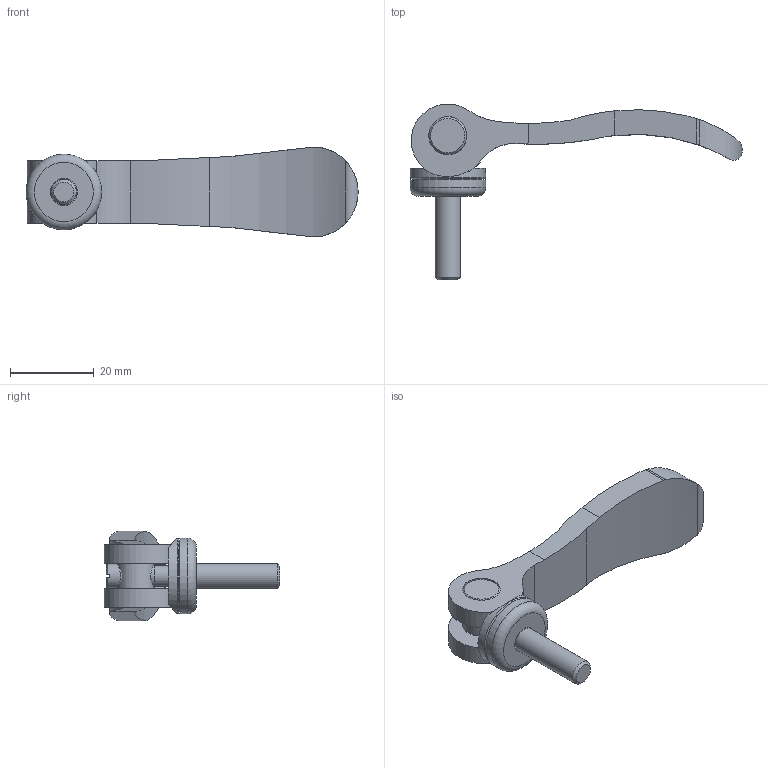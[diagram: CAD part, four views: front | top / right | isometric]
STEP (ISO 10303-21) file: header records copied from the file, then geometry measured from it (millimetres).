
FILE_DESCRIPTION( ( 'STEP AP214' ), '1' );
FILE_NAME( 'K0647.1512006X20.stp', '2020-12-09T10:08:45', ( '' ), ( '' ), ' ', 'PARTsolutions', ' ' );
FILE_SCHEMA( ( 'AUTOMOTIVE_DESIGN { 1 0 10303 214 1 1 1 1 }' ) );
Length unit declared in the file: millimetre
Products named in the file (6): K0647.1512006X20; _exzentergriff_1; _achsbolzen_M 61; _1M 62011.51; _scheibe_1; _druckscheibe_1
Assembly tree (5 placements, depth 2):
  K0647.1512006X20
    _exzentergriff_1
    _achsbolzen_M 61
    _1M 62011.51
    _scheibe_1
    _druckscheibe_1
Bounding box: 79.45 x 42.03 x 21.5 mm (x, y, z)
Volume: 10786 mm3; surface area: 7386.2 mm2
Topology: 5 solids, 5 shells, 101 faces, 246 edges, 158 vertices
Faces by surface type: plane 44, cylinder 41, cone 11, torus 5
Full cylindrical faces by diameter (mm): 5 x1, 5.459 x1, 6 x2, 6.5 x1, 6.6 x1, 9 x1, 9.1 x2, 16.2 x1, 16.35 x1, 18.1 x1
Entity records: 4116 total; most frequent: CARTESIAN_POINT 884, DIRECTION 532, ORIENTED_EDGE 432, AXIS2_PLACEMENT_3D 236, EDGE_CURVE 216, VERTEX_POINT 152, EDGE_LOOP 136, FACE_OUTER_BOUND 118
